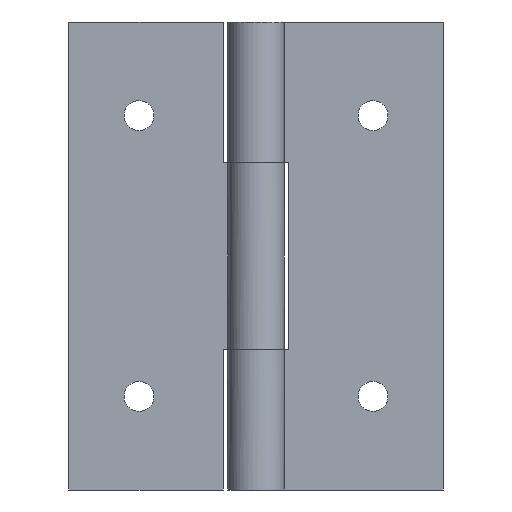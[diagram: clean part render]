
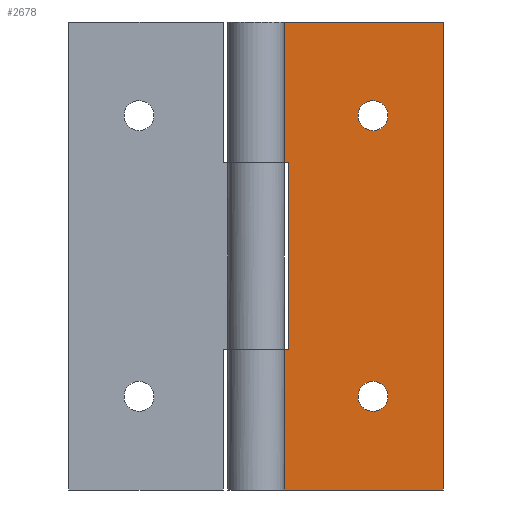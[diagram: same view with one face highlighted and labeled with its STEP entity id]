
A CAD part, front view. The second image highlights one B-rep face of the part: STEP entity #2678.
In plain terms, the highlighted free-form (B-spline) face has degree [1, 1] with [2, 2] control points.
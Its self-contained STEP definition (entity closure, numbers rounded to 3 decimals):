
#2055=CARTESIAN_POINT('',(12.5,0.8,41.6));
#2056=VERTEX_POINT('',#2055);
#2057=CARTESIAN_POINT('',(10.905,0.8,40.126));
#2058=VERTEX_POINT('',#2057);
#2059=CARTESIAN_POINT('',(12.5,0.8,41.6));
#2060=CARTESIAN_POINT('',(11.021,0.8,41.6));
#2061=CARTESIAN_POINT('',(10.905,0.8,40.126));
#2069=(BOUNDED_CURVE()B_SPLINE_CURVE(2,(#2059,#2060,#2061),.UNSPECIFIED.,.F.,.U.)B_SPLINE_CURVE_WITH_KNOTS((3,3),(0.0,0.236),.UNSPECIFIED.)CURVE()GEOMETRIC_REPRESENTATION_ITEM()RATIONAL_B_SPLINE_CURVE((1.0,0.723,0.97))REPRESENTATION_ITEM(''));
#2070=EDGE_CURVE('',#2056,#2058,#2069,.T.);
#2111=CARTESIAN_POINT('',(14.095,0.8,39.874));
#2112=VERTEX_POINT('',#2111);
#2118=CARTESIAN_POINT('',(14.095,0.8,39.874));
#2119=CARTESIAN_POINT('',(14.1,0.8,39.937));
#2120=CARTESIAN_POINT('',(14.1,0.8,40.0));
#2121=CARTESIAN_POINT('',(14.1,0.8,41.6));
#2122=CARTESIAN_POINT('',(12.5,0.8,41.6));
#2130=(BOUNDED_CURVE()B_SPLINE_CURVE(2,(#2118,#2119,#2120,#2121,#2122),.UNSPECIFIED.,.F.,.U.)B_SPLINE_CURVE_WITH_KNOTS((3,2,3),(0.736,0.75,1.0),.UNSPECIFIED.)CURVE()GEOMETRIC_REPRESENTATION_ITEM()RATIONAL_B_SPLINE_CURVE((0.97,0.984,1.0,0.707,1.0))REPRESENTATION_ITEM(''));
#2131=EDGE_CURVE('',#2112,#2056,#2130,.T.);
#2154=CARTESIAN_POINT('',(12.5,0.8,38.4));
#2155=VERTEX_POINT('',#2154);
#2156=CARTESIAN_POINT('',(10.905,0.8,40.126));
#2157=CARTESIAN_POINT('',(10.9,0.8,40.063));
#2158=CARTESIAN_POINT('',(10.9,0.8,40.0));
#2159=CARTESIAN_POINT('',(10.9,0.8,38.4));
#2160=CARTESIAN_POINT('',(12.5,0.8,38.4));
#2168=(BOUNDED_CURVE()B_SPLINE_CURVE(2,(#2156,#2157,#2158,#2159,#2160),.UNSPECIFIED.,.F.,.U.)B_SPLINE_CURVE_WITH_KNOTS((3,2,3),(0.236,0.25,0.5),.UNSPECIFIED.)CURVE()GEOMETRIC_REPRESENTATION_ITEM()RATIONAL_B_SPLINE_CURVE((0.97,0.984,1.0,0.707,1.0))REPRESENTATION_ITEM(''));
#2169=EDGE_CURVE('',#2058,#2155,#2168,.T.);
#2171=CARTESIAN_POINT('',(12.5,0.8,38.4));
#2172=CARTESIAN_POINT('',(13.979,0.8,38.4));
#2173=CARTESIAN_POINT('',(14.095,0.8,39.874));
#2181=(BOUNDED_CURVE()B_SPLINE_CURVE(2,(#2171,#2172,#2173),.UNSPECIFIED.,.F.,.U.)B_SPLINE_CURVE_WITH_KNOTS((3,3),(0.5,0.736),.UNSPECIFIED.)CURVE()GEOMETRIC_REPRESENTATION_ITEM()RATIONAL_B_SPLINE_CURVE((1.0,0.723,0.97))REPRESENTATION_ITEM(''));
#2182=EDGE_CURVE('',#2155,#2112,#2181,.T.);
#2237=CARTESIAN_POINT('',(12.5,0.8,11.6));
#2238=VERTEX_POINT('',#2237);
#2239=CARTESIAN_POINT('',(10.905,0.8,10.126));
#2240=VERTEX_POINT('',#2239);
#2241=CARTESIAN_POINT('',(12.5,0.8,11.6));
#2242=CARTESIAN_POINT('',(11.021,0.8,11.6));
#2243=CARTESIAN_POINT('',(10.905,0.8,10.126));
#2251=(BOUNDED_CURVE()B_SPLINE_CURVE(2,(#2241,#2242,#2243),.UNSPECIFIED.,.F.,.U.)B_SPLINE_CURVE_WITH_KNOTS((3,3),(0.0,0.236),.UNSPECIFIED.)CURVE()GEOMETRIC_REPRESENTATION_ITEM()RATIONAL_B_SPLINE_CURVE((1.0,0.723,0.97))REPRESENTATION_ITEM(''));
#2252=EDGE_CURVE('',#2238,#2240,#2251,.T.);
#2293=CARTESIAN_POINT('',(14.095,0.8,9.874));
#2294=VERTEX_POINT('',#2293);
#2300=CARTESIAN_POINT('',(14.095,0.8,9.874));
#2301=CARTESIAN_POINT('',(14.1,0.8,9.937));
#2302=CARTESIAN_POINT('',(14.1,0.8,10.0));
#2303=CARTESIAN_POINT('',(14.1,0.8,11.6));
#2304=CARTESIAN_POINT('',(12.5,0.8,11.6));
#2312=(BOUNDED_CURVE()B_SPLINE_CURVE(2,(#2300,#2301,#2302,#2303,#2304),.UNSPECIFIED.,.F.,.U.)B_SPLINE_CURVE_WITH_KNOTS((3,2,3),(0.736,0.75,1.0),.UNSPECIFIED.)CURVE()GEOMETRIC_REPRESENTATION_ITEM()RATIONAL_B_SPLINE_CURVE((0.97,0.984,1.0,0.707,1.0))REPRESENTATION_ITEM(''));
#2313=EDGE_CURVE('',#2294,#2238,#2312,.T.);
#2336=CARTESIAN_POINT('',(12.5,0.8,8.4));
#2337=VERTEX_POINT('',#2336);
#2338=CARTESIAN_POINT('',(10.905,0.8,10.126));
#2339=CARTESIAN_POINT('',(10.9,0.8,10.063));
#2340=CARTESIAN_POINT('',(10.9,0.8,10.0));
#2341=CARTESIAN_POINT('',(10.9,0.8,8.4));
#2342=CARTESIAN_POINT('',(12.5,0.8,8.4));
#2350=(BOUNDED_CURVE()B_SPLINE_CURVE(2,(#2338,#2339,#2340,#2341,#2342),.UNSPECIFIED.,.F.,.U.)B_SPLINE_CURVE_WITH_KNOTS((3,2,3),(0.236,0.25,0.5),.UNSPECIFIED.)CURVE()GEOMETRIC_REPRESENTATION_ITEM()RATIONAL_B_SPLINE_CURVE((0.97,0.984,1.0,0.707,1.0))REPRESENTATION_ITEM(''));
#2351=EDGE_CURVE('',#2240,#2337,#2350,.T.);
#2353=CARTESIAN_POINT('',(12.5,0.8,8.4));
#2354=CARTESIAN_POINT('',(13.979,0.8,8.4));
#2355=CARTESIAN_POINT('',(14.095,0.8,9.874));
#2363=(BOUNDED_CURVE()B_SPLINE_CURVE(2,(#2353,#2354,#2355),.UNSPECIFIED.,.F.,.U.)B_SPLINE_CURVE_WITH_KNOTS((3,3),(0.5,0.736),.UNSPECIFIED.)CURVE()GEOMETRIC_REPRESENTATION_ITEM()RATIONAL_B_SPLINE_CURVE((1.0,0.723,0.97))REPRESENTATION_ITEM(''));
#2364=EDGE_CURVE('',#2337,#2294,#2363,.T.);
#2406=CARTESIAN_POINT('',(3.5,0.8,15.0));
#2407=VERTEX_POINT('',#2406);
#2408=CARTESIAN_POINT('',(3.5,0.8,35.0));
#2409=VERTEX_POINT('',#2408);
#2410=CARTESIAN_POINT('',(3.5,0.8,15.0));
#2411=CARTESIAN_POINT('',(3.5,0.8,35.0));
#2412=QUASI_UNIFORM_CURVE('',1,(#2410,#2411),.UNSPECIFIED.,.F.,.U.);
#2413=EDGE_CURVE('',#2407,#2409,#2412,.T.);
#2468=CARTESIAN_POINT('',(2.891,0.8,35.0));
#2469=VERTEX_POINT('',#2468);
#2489=CARTESIAN_POINT('',(2.891,0.8,50.0));
#2490=VERTEX_POINT('',#2489);
#2491=CARTESIAN_POINT('',(2.891,0.8,50.0));
#2492=CARTESIAN_POINT('',(2.891,0.8,35.0));
#2493=QUASI_UNIFORM_CURVE('',1,(#2491,#2492),.UNSPECIFIED.,.F.,.U.);
#2494=EDGE_CURVE('',#2490,#2469,#2493,.T.);
#2525=CARTESIAN_POINT('',(20.0,0.8,0.0));
#2526=VERTEX_POINT('',#2525);
#2539=CARTESIAN_POINT('',(20.0,0.8,50.0));
#2540=VERTEX_POINT('',#2539);
#2546=CARTESIAN_POINT('',(20.0,0.8,50.0));
#2547=CARTESIAN_POINT('',(20.0,0.8,0.0));
#2548=QUASI_UNIFORM_CURVE('',1,(#2546,#2547),.UNSPECIFIED.,.F.,.U.);
#2549=EDGE_CURVE('',#2540,#2526,#2548,.T.);
#2576=CARTESIAN_POINT('',(2.891,0.8,15.0));
#2577=VERTEX_POINT('',#2576);
#2578=CARTESIAN_POINT('',(2.891,0.8,0.0));
#2579=VERTEX_POINT('',#2578);
#2580=CARTESIAN_POINT('',(2.891,0.8,15.0));
#2581=CARTESIAN_POINT('',(2.891,0.8,0.0));
#2582=QUASI_UNIFORM_CURVE('',1,(#2580,#2581),.UNSPECIFIED.,.F.,.U.);
#2583=EDGE_CURVE('',#2577,#2579,#2582,.T.);
#2635=CARTESIAN_POINT('',(2.037,0.8,52.497));
#2636=CARTESIAN_POINT('',(2.037,0.8,-2.498));
#2637=CARTESIAN_POINT('',(20.855,0.8,52.497));
#2638=CARTESIAN_POINT('',(20.855,0.8,-2.498));
#2639=B_SPLINE_SURFACE_WITH_KNOTS('',1,1,((#2635,#2637),(#2636,#2638)),.UNSPECIFIED.,.F.,.F.,.U.,(2,2),(2,2),(0.0,54.995),(0.0,18.818),.UNSPECIFIED.);
#2640=CARTESIAN_POINT('',(3.5,0.8,35.0));
#2641=CARTESIAN_POINT('',(2.891,0.8,35.0));
#2642=QUASI_UNIFORM_CURVE('',1,(#2640,#2641),.UNSPECIFIED.,.F.,.U.);
#2643=EDGE_CURVE('',#2409,#2469,#2642,.T.);
#2644=ORIENTED_EDGE('',*,*,#2643,.F.);
#2645=ORIENTED_EDGE('',*,*,#2413,.F.);
#2646=CARTESIAN_POINT('',(2.891,0.8,15.0));
#2647=CARTESIAN_POINT('',(3.5,0.8,15.0));
#2648=QUASI_UNIFORM_CURVE('',1,(#2646,#2647),.UNSPECIFIED.,.F.,.U.);
#2649=EDGE_CURVE('',#2577,#2407,#2648,.T.);
#2650=ORIENTED_EDGE('',*,*,#2649,.F.);
#2651=ORIENTED_EDGE('',*,*,#2583,.T.);
#2652=CARTESIAN_POINT('',(20.0,0.8,0.0));
#2653=CARTESIAN_POINT('',(2.891,0.8,0.0));
#2654=QUASI_UNIFORM_CURVE('',1,(#2652,#2653),.UNSPECIFIED.,.F.,.U.);
#2655=EDGE_CURVE('',#2526,#2579,#2654,.T.);
#2656=ORIENTED_EDGE('',*,*,#2655,.F.);
#2657=ORIENTED_EDGE('',*,*,#2549,.F.);
#2658=CARTESIAN_POINT('',(20.0,0.8,50.0));
#2659=CARTESIAN_POINT('',(2.891,0.8,50.0));
#2660=QUASI_UNIFORM_CURVE('',1,(#2658,#2659),.UNSPECIFIED.,.F.,.U.);
#2661=EDGE_CURVE('',#2540,#2490,#2660,.T.);
#2662=ORIENTED_EDGE('',*,*,#2661,.T.);
#2663=ORIENTED_EDGE('',*,*,#2494,.T.);
#2664=EDGE_LOOP('',(#2644,#2645,#2650,#2651,#2656,#2657,#2662,#2663));
#2665=FACE_OUTER_BOUND('',#2664,.T.);
#2666=ORIENTED_EDGE('',*,*,#2364,.F.);
#2667=ORIENTED_EDGE('',*,*,#2351,.F.);
#2668=ORIENTED_EDGE('',*,*,#2252,.F.);
#2669=ORIENTED_EDGE('',*,*,#2313,.F.);
#2670=EDGE_LOOP('',(#2666,#2667,#2668,#2669));
#2671=FACE_BOUND('',#2670,.T.);
#2672=ORIENTED_EDGE('',*,*,#2182,.F.);
#2673=ORIENTED_EDGE('',*,*,#2169,.F.);
#2674=ORIENTED_EDGE('',*,*,#2070,.F.);
#2675=ORIENTED_EDGE('',*,*,#2131,.F.);
#2676=EDGE_LOOP('',(#2672,#2673,#2674,#2675));
#2677=FACE_BOUND('',#2676,.T.);
#2678=ADVANCED_FACE('',(#2665,#2671,#2677),#2639,.T.);
